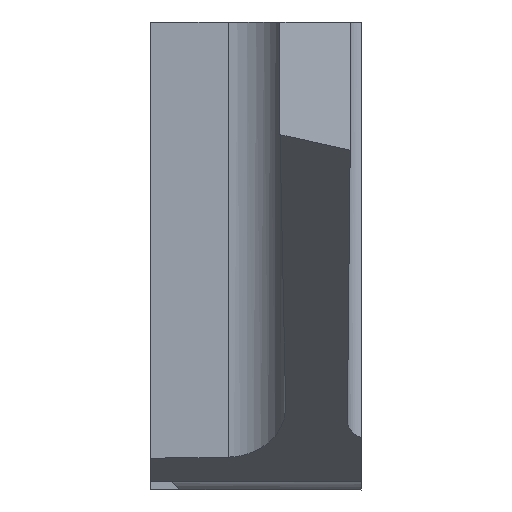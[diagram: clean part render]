
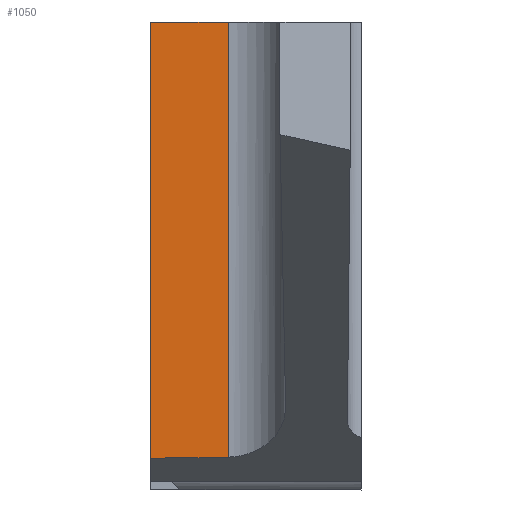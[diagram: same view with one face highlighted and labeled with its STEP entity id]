
A CAD part, front view. The second image highlights one B-rep face of the part: STEP entity #1050.
In plain terms, the highlighted planar face has unit normal (-0.018, -1, 0).
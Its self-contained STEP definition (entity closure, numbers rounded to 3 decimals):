
#272=CARTESIAN_POINT('',(0.,-5.832,1.));
#273=VERTEX_POINT('',#272);
#284=CARTESIAN_POINT('',(0.,-5.832,-6.457));
#285=DIRECTION('',(0.,0.,1.));
#286=VECTOR('',#285,7.457);
#287=LINE('',#284,#286);
#288=CARTESIAN_POINT('',(0.,-5.832,-6.457));
#289=VERTEX_POINT('',#288);
#290=EDGE_CURVE('',#289,#273,#287,.T.);
#633=CARTESIAN_POINT('',(1.325,-5.855,-6.437));
#634=DIRECTION('',(-1.,0.017,-0.015));
#635=VECTOR('',#634,1.325);
#636=LINE('',#633,#635);
#637=CARTESIAN_POINT('',(1.325,-5.855,-6.437));
#638=VERTEX_POINT('',#637);
#639=EDGE_CURVE('',#638,#289,#636,.T.);
#680=CARTESIAN_POINT('',(1.325,-5.855,-6.437));
#681=DIRECTION('',(0.,0.,1.));
#682=VECTOR('',#681,7.437);
#683=LINE('',#680,#682);
#684=CARTESIAN_POINT('',(1.325,-5.855,1.));
#685=VERTEX_POINT('',#684);
#686=EDGE_CURVE('',#638,#685,#683,.T.);
#1002=CARTESIAN_POINT('',(0.262,-5.836,-3.4));
#1003=DIRECTION('',(0.017,1.,0.));
#1004=DIRECTION('',(0.,0.,1.));
#1005=AXIS2_PLACEMENT_3D('',#1002,#1003,#1004);
#1006=PLANE('',#1005);
#1007=ORIENTED_EDGE('Edge 143',*,*,#290,.F.);
#1016=CARTESIAN_POINT('',(0.,-5.832,1.));
#1017=DIRECTION('',(1.,-0.017,0.));
#1018=VECTOR('',#1017,1.325);
#1019=LINE('',#1016,#1018);
#1020=EDGE_CURVE('',#273,#685,#1019,.T.);
#1021=ORIENTED_EDGE('Edge 234',*,*,#1020,.F.);
#1030=ORIENTED_EDGE('Edge 1124',*,*,#686,.T.);
#1039=ORIENTED_EDGE('Edge 1129',*,*,#639,.F.);
#1048=EDGE_LOOP('',(#1039,#1030,#1021,#1007));
#1049=FACE_OUTER_BOUND('Loop 1130',#1048,.T.);
#1050=ADVANCED_FACE('Face 1131',(#1049),#1006,.F.);
